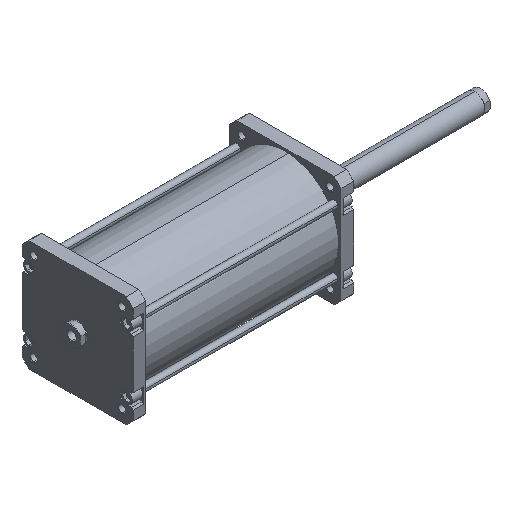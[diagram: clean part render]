
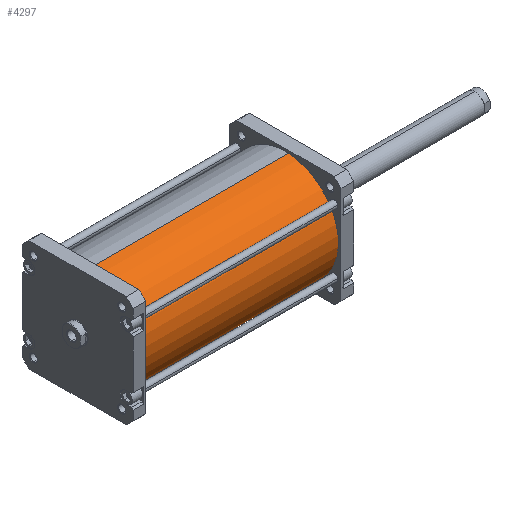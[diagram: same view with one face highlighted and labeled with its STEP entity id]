
A CAD part, isometric view. The second image highlights one B-rep face of the part: STEP entity #4297.
In plain terms, the highlighted cylindrical face has radius 105 mm (diameter 210 mm), a partial arc.
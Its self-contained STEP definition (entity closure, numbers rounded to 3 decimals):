
#805 = EDGE_LOOP ( 'NONE', ( #1019, #1017, #1015, #1013 ) ) ;
#1013 = ORIENTED_EDGE ( 'NONE', *, *, #5638, .T. ) ;
#1015 = ORIENTED_EDGE ( 'NONE', *, *, #5635, .T. ) ;
#1017 = ORIENTED_EDGE ( 'NONE', *, *, #5636, .F. ) ;
#1019 = ORIENTED_EDGE ( 'NONE', *, *, #5633, .F. ) ;
#1555 = FACE_OUTER_BOUND ( 'NONE', #805, .T. ) ;
#1560 = CYLINDRICAL_SURFACE ( 'NONE', #5771, 105. ) ;
#2428 = VECTOR ( 'NONE', #3782, 1000. ) ;
#2436 = VECTOR ( 'NONE', #3786, 1000. ) ;
#2439 = LINE ( 'NONE', #3775, #2428 ) ;
#2442 = LINE ( 'NONE', #3772, #2436 ) ;
#2445 = CIRCLE ( 'NONE', #6062, 105. ) ;
#2449 = CIRCLE ( 'NONE', #6066, 105. ) ;
#3367 = CARTESIAN_POINT ( 'NONE',  ( 105., 0., 387. ) ) ;
#3443 = CARTESIAN_POINT ( 'NONE',  ( 105., 0., 0. ) ) ;
#3444 = CARTESIAN_POINT ( 'NONE',  ( -105., 0., 0. ) ) ;
#3445 = CARTESIAN_POINT ( 'NONE',  ( -105., 0., 387. ) ) ;
#3772 = CARTESIAN_POINT ( 'NONE',  ( -105., 0., 387. ) ) ;
#3775 = CARTESIAN_POINT ( 'NONE',  ( 105., 0., 387. ) ) ;
#3782 = DIRECTION ( 'NONE',  ( 0., 0., -1. ) ) ;
#3786 = DIRECTION ( 'NONE',  ( 0., 0., -1. ) ) ;
#3787 = CARTESIAN_POINT ( 'NONE',  ( 0., 0., 387. ) ) ;
#3788 = CARTESIAN_POINT ( 'NONE',  ( 0., 0., 0. ) ) ;
#3789 = DIRECTION ( 'NONE',  ( 0., 0., 1. ) ) ;
#3790 = DIRECTION ( 'NONE',  ( 1., 0., 0. ) ) ;
#3794 = DIRECTION ( 'NONE',  ( 0., 0., 1. ) ) ;
#3795 = DIRECTION ( 'NONE',  ( 1., 0., 0. ) ) ;
#4297 = ADVANCED_FACE ( 'NONE', ( #1555 ), #1560, .T. ) ;
#4708 = DIRECTION ( 'NONE',  ( -1., 0., 0. ) ) ;
#4830 = CARTESIAN_POINT ( 'NONE',  ( 0., 0., 387. ) ) ;
#4988 = DIRECTION ( 'NONE',  ( 0., 0., -1. ) ) ;
#5200 = VERTEX_POINT ( 'NONE', #3367 ) ;
#5278 = VERTEX_POINT ( 'NONE', #3443 ) ;
#5279 = VERTEX_POINT ( 'NONE', #3444 ) ;
#5280 = VERTEX_POINT ( 'NONE', #3445 ) ;
#5633 = EDGE_CURVE ( 'NONE', #5200, #5278, #2439, .T. ) ;
#5635 = EDGE_CURVE ( 'NONE', #5280, #5279, #2442, .T. ) ;
#5636 = EDGE_CURVE ( 'NONE', #5280, #5200, #2445, .T. ) ;
#5638 = EDGE_CURVE ( 'NONE', #5279, #5278, #2449, .T. ) ;
#5771 = AXIS2_PLACEMENT_3D ( 'NONE', #4830, #4988, #4708 ) ;
#6062 = AXIS2_PLACEMENT_3D ( 'NONE', #3787, #3789, #3790 ) ;
#6066 = AXIS2_PLACEMENT_3D ( 'NONE', #3788, #3794, #3795 ) ;
